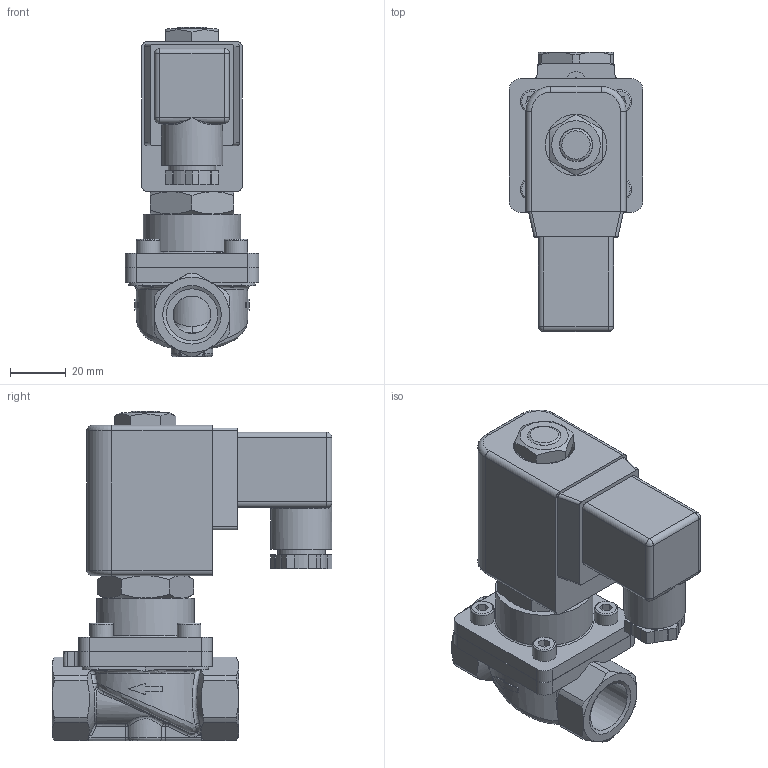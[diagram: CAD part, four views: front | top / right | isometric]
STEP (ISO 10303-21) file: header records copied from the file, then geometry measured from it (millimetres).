
FILE_DESCRIPTION(/* description */ ('3D-Modell'),/* implementation_level */ '2;1');
FILE_NAME(/* name */ '043.004255_E4323-1001-.702.stp',/* time_stamp */ '2017-08-30T15:04:11+02:00',/* author */ ('jkuehnel'),/* organization */ (''),/* preprocessor_version */ 'ST-DEVELOPER v16.1',/* originating_system */ 'Autodesk Inventor 2016',/* authorisation */ '');
FILE_SCHEMA (('AUTOMOTIVE_DESIGN { 1 0 10303 214 3 1 1 }'));
Length unit declared in the file: millimetre
Products named in the file (1): 88-003177
Bounding box: 48 x 100.5 x 118.18 mm (x, y, z)
Volume: 106967.7 mm3; surface area: 60568.1 mm2
Topology: 2 solids, 3 shells, 588 faces, 1475 edges, 921 vertices
Faces by surface type: plane 249, cylinder 164, cone 63, bspline 59, torus 38, sphere 15
Full cylindrical faces by diameter (mm): 1.5 x3, 2.5 x1, 3.242 x2, 5 x4, 5.5 x8, 6.2 x2, 7 x1, 8.5 x4, 12 x1, 13.5 x3, 15 x1, 15.5 x1, 16.45 x1, 16.5 x1, 17 x1, 18 x2, 18.631 x2, 20 x1, 21 x1, 22 x2, 23 x1, 24.4 x1, 24.917 x2, 26.5 x1, 28.5 x1, 29.5 x1, 32 x1, 33.9 x1, 34 x1, 35 x1
Entity records: 19599 total; most frequent: CARTESIAN_POINT 6039, ORIENTED_EDGE 2626, DIRECTION 2596, EDGE_CURVE 1313, AXIS2_PLACEMENT_3D 1018, VERTEX_POINT 882, EDGE_LOOP 757, STYLED_ITEM 590
